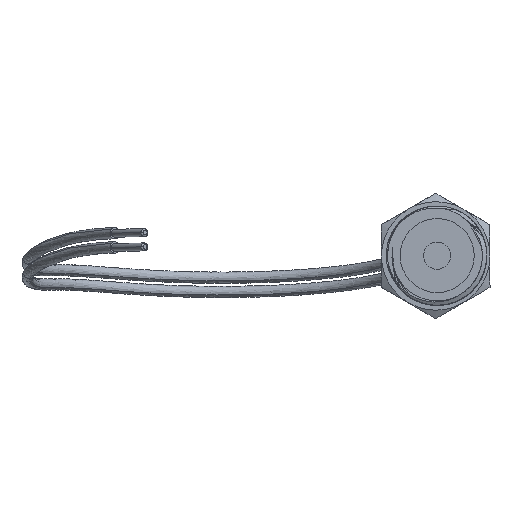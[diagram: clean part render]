
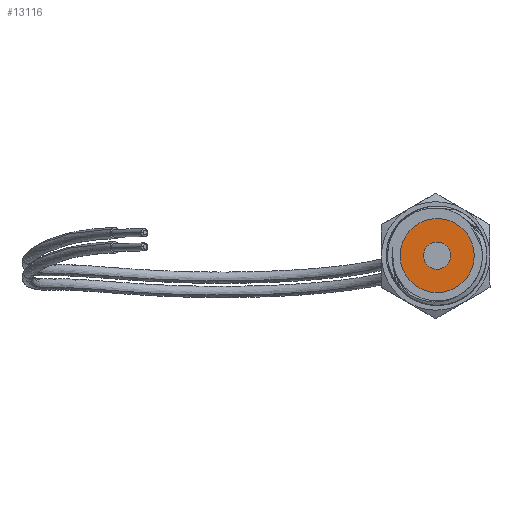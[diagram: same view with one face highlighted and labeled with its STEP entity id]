
A CAD part, top view. The second image highlights one B-rep face of the part: STEP entity #13116.
In plain terms, the highlighted planar face has unit normal (0, 0, 1).
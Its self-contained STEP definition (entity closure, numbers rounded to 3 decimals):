
#564 = VERTEX_POINT ( 'NONE', #13033 ) ;
#567 = PLANE ( 'NONE',  #11518 ) ;
#1029 = ORIENTED_EDGE ( 'NONE', *, *, #10240, .T. ) ;
#1161 = EDGE_CURVE ( 'NONE', #7289, #6862, #1243, .T. ) ;
#1243 = CIRCLE ( 'NONE', #8850, 6.5 ) ;
#1370 = EDGE_CURVE ( 'NONE', #6862, #7289, #8194, .T. ) ;
#1608 = DIRECTION ( 'NONE',  ( 0., 0., 1. ) ) ;
#1860 = CARTESIAN_POINT ( 'NONE',  ( 0., 0., 79.502 ) ) ;
#4375 = CARTESIAN_POINT ( 'NONE',  ( 0., 0., 79.502 ) ) ;
#4380 = CARTESIAN_POINT ( 'NONE',  ( -2.388, 0., 79.502 ) ) ;
#4701 = DIRECTION ( 'NONE',  ( 0., 0., 1. ) ) ;
#4957 = AXIS2_PLACEMENT_3D ( 'NONE', #6744, #10893, #9942 ) ;
#4988 = DIRECTION ( 'NONE',  ( 1., 0., 0. ) ) ;
#5619 = CARTESIAN_POINT ( 'NONE',  ( -6.5, 0., 79.502 ) ) ;
#5939 = ORIENTED_EDGE ( 'NONE', *, *, #1370, .T. ) ;
#6744 = CARTESIAN_POINT ( 'NONE',  ( 0., 0., 79.502 ) ) ;
#6862 = VERTEX_POINT ( 'NONE', #11725 ) ;
#6945 = EDGE_CURVE ( 'NONE', #564, #11324, #12122, .T. ) ;
#7289 = VERTEX_POINT ( 'NONE', #5619 ) ;
#7502 = DIRECTION ( 'NONE',  ( 1., 0., 0. ) ) ;
#7905 = CARTESIAN_POINT ( 'NONE',  ( 0., 0., 79.502 ) ) ;
#8178 = ORIENTED_EDGE ( 'NONE', *, *, #1161, .T. ) ;
#8194 = CIRCLE ( 'NONE', #11670, 6.5 ) ;
#8202 = AXIS2_PLACEMENT_3D ( 'NONE', #4375, #8527, #7502 ) ;
#8441 = CIRCLE ( 'NONE', #4957, 2.388 ) ;
#8527 = DIRECTION ( 'NONE',  ( 0., 0., -1. ) ) ;
#8530 = CARTESIAN_POINT ( 'NONE',  ( 0., 0., 79.502 ) ) ;
#8592 = DIRECTION ( 'NONE',  ( 0., 0., 1. ) ) ;
#8850 = AXIS2_PLACEMENT_3D ( 'NONE', #8530, #8592, #12682 ) ;
#9891 = FACE_OUTER_BOUND ( 'NONE', #10680, .T. ) ;
#9942 = DIRECTION ( 'NONE',  ( 1., 0., 0. ) ) ;
#9954 = FACE_BOUND ( 'NONE', #10905, .T. ) ;
#10096 = ORIENTED_EDGE ( 'NONE', *, *, #6945, .T. ) ;
#10240 = EDGE_CURVE ( 'NONE', #11324, #564, #8441, .T. ) ;
#10680 = EDGE_LOOP ( 'NONE', ( #8178, #5939 ) ) ;
#10893 = DIRECTION ( 'NONE',  ( 0., 0., -1. ) ) ;
#10905 = EDGE_LOOP ( 'NONE', ( #1029, #10096 ) ) ;
#11324 = VERTEX_POINT ( 'NONE', #4380 ) ;
#11518 = AXIS2_PLACEMENT_3D ( 'NONE', #7905, #4701, #12063 ) ;
#11670 = AXIS2_PLACEMENT_3D ( 'NONE', #1860, #1608, #4988 ) ;
#11725 = CARTESIAN_POINT ( 'NONE',  ( 6.5, 0., 79.502 ) ) ;
#12063 = DIRECTION ( 'NONE',  ( 1., 0., 0. ) ) ;
#12122 = CIRCLE ( 'NONE', #8202, 2.388 ) ;
#12682 = DIRECTION ( 'NONE',  ( 1., 0., 0. ) ) ;
#13033 = CARTESIAN_POINT ( 'NONE',  ( 2.388, 0., 79.502 ) ) ;
#13116 = ADVANCED_FACE ( 'NONE', ( #9954, #9891 ), #567, .T. ) ;
